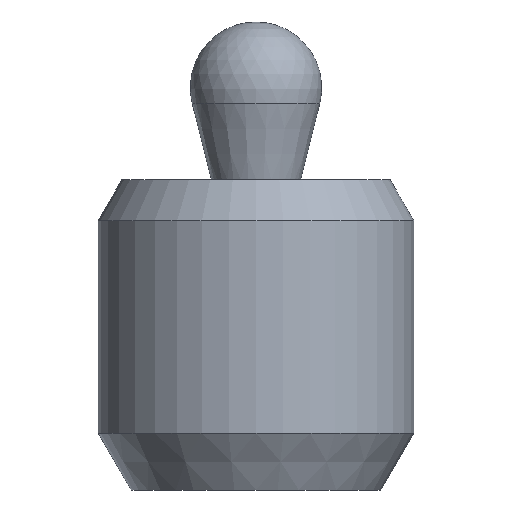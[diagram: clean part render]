
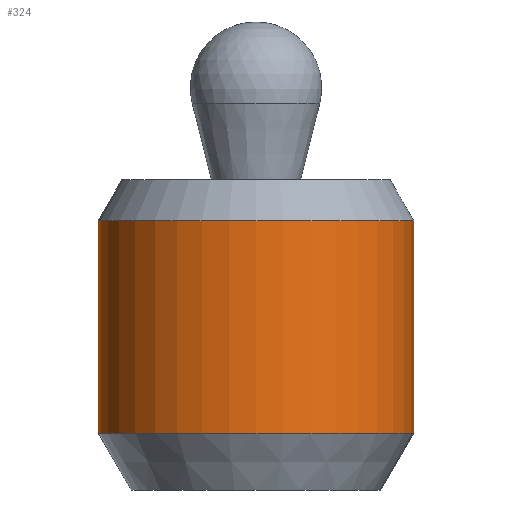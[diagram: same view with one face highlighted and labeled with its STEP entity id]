
A CAD part, front view. The second image highlights one B-rep face of the part: STEP entity #324.
In plain terms, the highlighted cylindrical face has radius 6 mm (diameter 12 mm), a partial arc.
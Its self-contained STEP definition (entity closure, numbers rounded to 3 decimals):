
#180=VERTEX_POINT('',#451);
#266=EDGE_CURVE('',#270,#408,#548,.T.);
#270=VERTEX_POINT('',#552);
#274=VERTEX_POINT('',#556);
#276=EDGE_CURVE('',#180,#270,#558,.T.);
#324=ADVANCED_FACE('',(#612),#613,.T.);
#350=EDGE_CURVE('',#408,#274,#643,.T.);
#390=EDGE_CURVE('',#180,#274,#688,.T.);
#408=VERTEX_POINT('',#712);
#451=CARTESIAN_POINT('',(-6.0,0.,-9.641));
#548=CIRCLE('',#878,6.0);
#552=CARTESIAN_POINT('',(-6.0,0.,-1.559));
#556=CARTESIAN_POINT('',(6.0,0.,-9.641));
#558=LINE('',#890,#891);
#612=FACE_OUTER_BOUND('',#957,.T.);
#613=CYLINDRICAL_SURFACE('',#958,6.0);
#643=LINE('',#996,#997);
#688=CIRCLE('',#1057,6.0);
#712=CARTESIAN_POINT('',(6.0,0.,-1.559));
#878=AXIS2_PLACEMENT_3D('',#1222,#1223,#1224);
#890=CARTESIAN_POINT('',(-6.0,0.,-6.679));
#891=VECTOR('',#1228,1.0);
#957=EDGE_LOOP('',(#1298,#1299,#1300,#1301));
#958=AXIS2_PLACEMENT_3D('',#1302,#1303,#1304);
#996=CARTESIAN_POINT('',(6.0,0.,-6.679));
#997=VECTOR('',#1345,1.0);
#1057=AXIS2_PLACEMENT_3D('',#1402,#1403,#1404);
#1222=CARTESIAN_POINT('',(0.,0.,-1.559));
#1223=DIRECTION('',(0.0,0.0,1.0));
#1224=DIRECTION('',(-1.0,0.,0.0));
#1228=DIRECTION('',(0.0,0.0,1.0));
#1298=ORIENTED_EDGE('',*,*,#276,.F.);
#1299=ORIENTED_EDGE('',*,*,#390,.T.);
#1300=ORIENTED_EDGE('',*,*,#350,.F.);
#1301=ORIENTED_EDGE('',*,*,#266,.F.);
#1302=CARTESIAN_POINT('',(0.,0.,-6.679));
#1303=DIRECTION('',(-0.0,-0.0,-1.0));
#1304=DIRECTION('',(-1.0,0.,0.0));
#1345=DIRECTION('',(-0.0,-0.0,-1.0));
#1402=CARTESIAN_POINT('',(0.,0.,-9.641));
#1403=DIRECTION('',(0.0,0.0,1.0));
#1404=DIRECTION('',(-1.0,0.,0.0));
